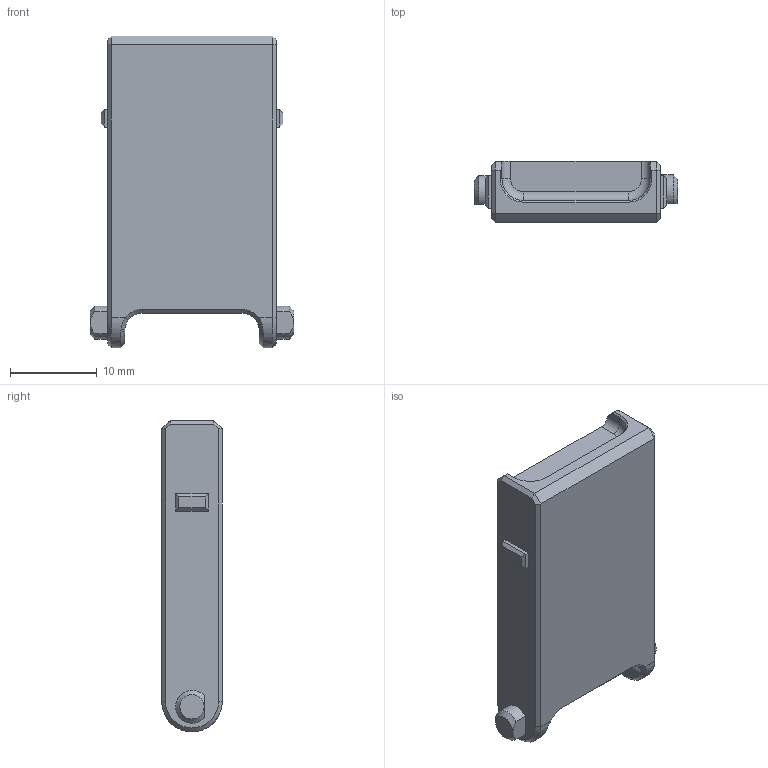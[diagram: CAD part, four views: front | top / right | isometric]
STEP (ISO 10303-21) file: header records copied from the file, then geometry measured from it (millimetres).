
FILE_DESCRIPTION(/* description */ (''),/* implementation_level */ '2;1');
FILE_NAME(/* name */ 'Catch.step',/* time_stamp */ '2023-08-05T03:05:41+02:00',/* author */ (''),/* organization */ (''),/* preprocessor_version */ 'ST-DEVELOPER v20',/* originating_system */ 'Autodesk Translation Framework v12.9.0.99',/* authorisation */ '');
FILE_SCHEMA (('AUTOMOTIVE_DESIGN { 1 0 10303 214 3 1 1 }'));
Length unit declared in the file: millimetre
Products named in the file (1): Catch
Bounding box: 23.5 x 7 x 36 mm (x, y, z)
Volume: 3338.7 mm3; surface area: 2623.8 mm2
Topology: 1 solids, 1 shells, 164 faces, 427 edges, 270 vertices
Faces by surface type: plane 127, cone 12, bspline 12, cylinder 11, torus 2
Entity records: 5176 total; most frequent: CARTESIAN_POINT 1206, ORIENTED_EDGE 854, DIRECTION 741, EDGE_CURVE 427, LINE 363, VECTOR 363, VERTEX_POINT 270, AXIS2_PLACEMENT_3D 189
